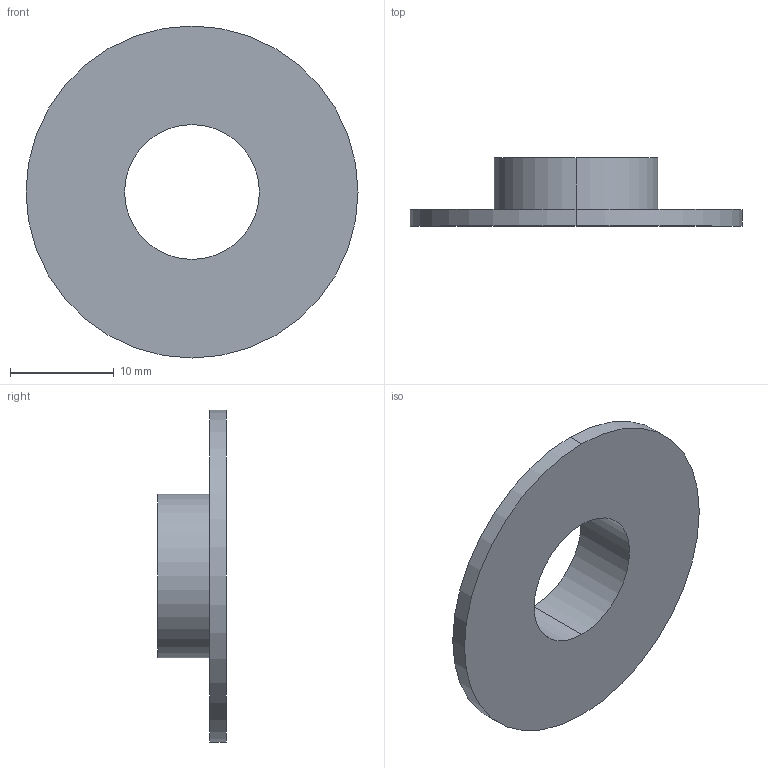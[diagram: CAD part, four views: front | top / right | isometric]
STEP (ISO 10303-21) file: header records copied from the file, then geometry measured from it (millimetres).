
FILE_DESCRIPTION (( 'STEP AP214' ), '1' );
FILE_NAME ('05591-Insulating Bush Nylon 15.8mm M12.STEP', '2018-12-03T19:10:39', ( '' ), ( '' ), 'SwSTEP 2.0', 'SolidWorks 2018', '' );
FILE_SCHEMA (( 'AUTOMOTIVE_DESIGN' ));
Length unit declared in the file: millimetre
Products named in the file (2): 05591-Insulating Bush Nylon 15.8mm M12
Bounding box: 32 x 6.6 x 32 mm (x, y, z)
Volume: 1390.2 mm3; surface area: 2039.9 mm2
Topology: 1 solids, 1 shells, 270 faces, 726 edges, 484 vertices
Faces by surface type: plane 156, bspline 108, cylinder 6
Entity records: 14543 total; most frequent: CARTESIAN_POINT 8446, ORIENTED_EDGE 1452, DIRECTION 850, EDGE_CURVE 726, LINE 498, VECTOR 498, VERTEX_POINT 484, EDGE_LOOP 298
